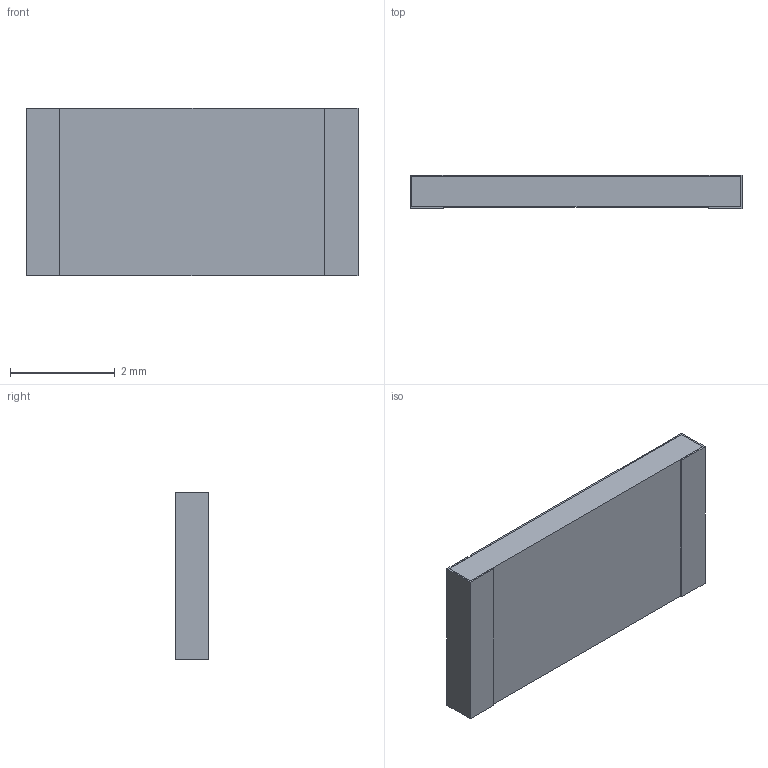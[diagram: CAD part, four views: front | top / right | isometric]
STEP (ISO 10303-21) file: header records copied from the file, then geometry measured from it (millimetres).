
FILE_DESCRIPTION (( 'STEP AP214' ), '1' );
FILE_NAME ('CRHA_CRHV_CRMA_CRMV2512_24OCT2022.STEP', '2022-10-24T15:44:56', ( '' ), ( '' ), 'SwSTEP 2.0', 'SolidWorks 2021', '' );
FILE_SCHEMA (( 'AUTOMOTIVE_DESIGN' ));
Length unit declared in the file: inch
Products named in the file (4): CRMV Terminal_2512; CRMV ceramic_2512; CRHA_CRHV_CRMA_CRMV2512_24OCT2022; CRMV TopCoat_2512
Assembly tree (4 placements, depth 2):
  CRHA_CRHV_CRMA_CRMV2512_24OCT2022
    CRMV TopCoat_2512
    CRMV ceramic_2512
    CRMV Terminal_2512  x2
Bounding box: 6.35 x 0.64 x 3.2 mm (x, y, z)
Volume: 12.4 mm3; surface area: 108.5 mm2
Topology: 4 solids, 4 shells, 40 faces, 96 edges, 64 vertices
Faces by surface type: plane 40
Entity records: 906 total; most frequent: CARTESIAN_POINT 133, DIRECTION 126, ORIENTED_EDGE 120, VECTOR 60, EDGE_CURVE 60, LINE 60, VERTEX_POINT 40, AXIS2_PLACEMENT_3D 33
